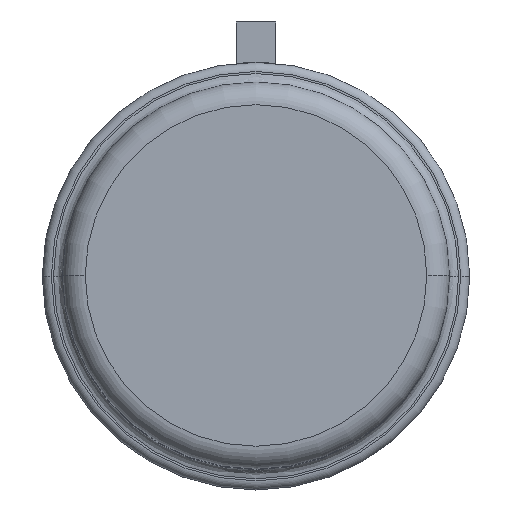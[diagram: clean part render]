
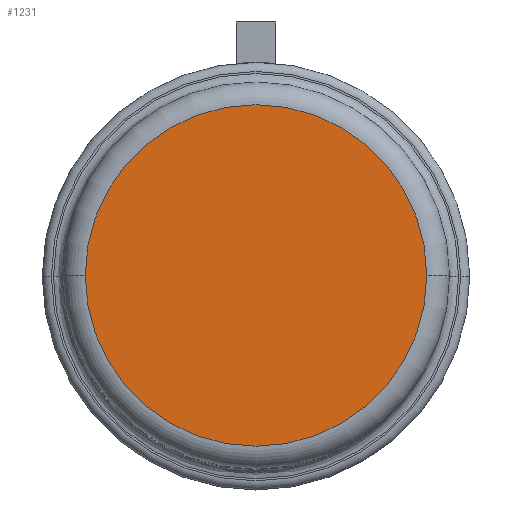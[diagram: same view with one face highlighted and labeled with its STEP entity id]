
A CAD part, top view. The second image highlights one B-rep face of the part: STEP entity #1231.
In plain terms, the highlighted planar face has unit normal (0, 0, 1).
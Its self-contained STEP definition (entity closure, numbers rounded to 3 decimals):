
#1157=CARTESIAN_POINT('',(-3.755,0.0,9.76));
#1158=VERTEX_POINT('',#1157);
#1167=CARTESIAN_POINT('',(3.755,0.0,9.76));
#1168=VERTEX_POINT('',#1167);
#1176=CARTESIAN_POINT('',(0.0,0.0,9.76));
#1177=DIRECTION('',(0.0,0.0,-1.0));
#1178=DIRECTION('',(-1.0,0.0,0.0));
#1179=AXIS2_PLACEMENT_3D('',#1176,#1177,#1178);
#1180=CIRCLE('',#1179,3.755);
#1181=EDGE_CURVE('',#1168,#1158,#1180,.T.);
#1192=CARTESIAN_POINT('',(0.0,0.0,9.76));
#1193=DIRECTION('',(0.0,0.0,-1.0));
#1194=DIRECTION('',(-1.0,0.0,0.0));
#1195=AXIS2_PLACEMENT_3D('',#1192,#1193,#1194);
#1196=CIRCLE('',#1195,3.755);
#1197=EDGE_CURVE('',#1158,#1168,#1196,.T.);
#1222=CARTESIAN_POINT('',(0.0,0.0,9.76));
#1223=DIRECTION('',(0.0,0.0,1.0));
#1224=DIRECTION('',(1.0,0.0,0.0));
#1225=AXIS2_PLACEMENT_3D('',#1222,#1223,#1224);
#1226=PLANE('',#1225);
#1227=ORIENTED_EDGE('',*,*,#1181,.F.);
#1228=ORIENTED_EDGE('',*,*,#1197,.F.);
#1229=EDGE_LOOP('',(#1227,#1228));
#1230=FACE_OUTER_BOUND('',#1229,.T.);
#1231=ADVANCED_FACE('',(#1230),#1226,.T.);
